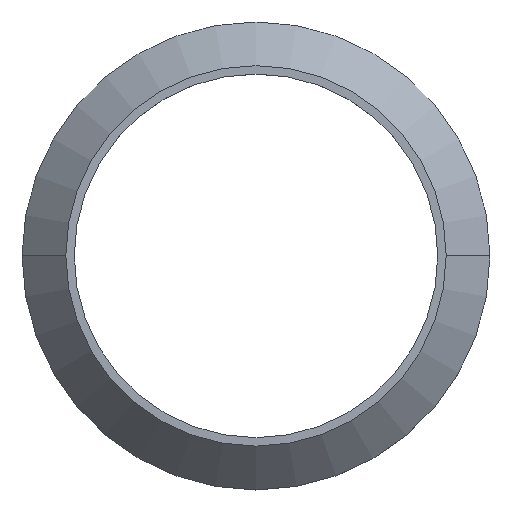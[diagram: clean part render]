
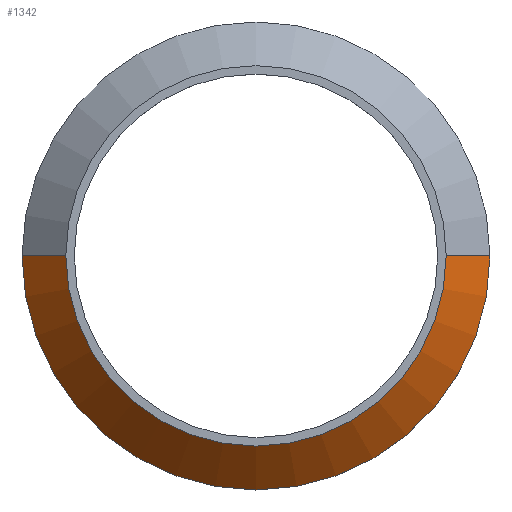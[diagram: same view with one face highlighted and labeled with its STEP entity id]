
A CAD part, top view. The second image highlights one B-rep face of the part: STEP entity #1342.
In plain terms, the highlighted conical face has half-angle 45 degrees and reference radius 22.2 mm.
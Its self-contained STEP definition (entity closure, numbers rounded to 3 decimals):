
#102 = DIRECTION ( 'NONE',  ( 0.707, 0., -0.707 ) ) ;
#187 = ORIENTED_EDGE ( 'NONE', *, *, #2017, .F. ) ;
#214 = VERTEX_POINT ( 'NONE', #670 ) ;
#224 = ORIENTED_EDGE ( 'NONE', *, *, #1242, .F. ) ;
#278 = CARTESIAN_POINT ( 'NONE',  ( 0., 0., -0.8 ) ) ;
#339 = DIRECTION ( 'NONE',  ( -1., 0., 0. ) ) ;
#430 = VERTEX_POINT ( 'NONE', #1762 ) ;
#447 = LINE ( 'NONE', #984, #739 ) ;
#462 = CARTESIAN_POINT ( 'NONE',  ( -22.2, 0., -4.95 ) ) ;
#522 = ORIENTED_EDGE ( 'NONE', *, *, #1894, .T. ) ;
#594 = AXIS2_PLACEMENT_3D ( 'NONE', #879, #1623, #1961 ) ;
#620 = CONICAL_SURFACE ( 'NONE', #1447, 22.2, 0.785 ) ;
#653 = DIRECTION ( 'NONE',  ( 1., 0., 0. ) ) ;
#665 = CARTESIAN_POINT ( 'NONE',  ( 0., 0., -4.95 ) ) ;
#670 = CARTESIAN_POINT ( 'NONE',  ( -22.2, 0., -4.95 ) ) ;
#739 = VECTOR ( 'NONE', #102, 1000. ) ;
#799 = EDGE_CURVE ( 'NONE', #214, #1411, #1098, .T. ) ;
#812 = CIRCLE ( 'NONE', #2307, 18.05 ) ;
#879 = CARTESIAN_POINT ( 'NONE',  ( 0., 0., -4.95 ) ) ;
#984 = CARTESIAN_POINT ( 'NONE',  ( 22.2, 0., -4.95 ) ) ;
#1016 = FACE_OUTER_BOUND ( 'NONE', #1396, .T. ) ;
#1098 = CIRCLE ( 'NONE', #594, 22.2 ) ;
#1242 = EDGE_CURVE ( 'NONE', #430, #1254, #812, .T. ) ;
#1250 = CARTESIAN_POINT ( 'NONE',  ( 22.2, 0., -4.95 ) ) ;
#1254 = VERTEX_POINT ( 'NONE', #1532 ) ;
#1299 = VECTOR ( 'NONE', #2089, 1000. ) ;
#1342 = ADVANCED_FACE ( 'NONE', ( #1016 ), #620, .T. ) ;
#1396 = EDGE_LOOP ( 'NONE', ( #187, #224, #522, #1643 ) ) ;
#1411 = VERTEX_POINT ( 'NONE', #1250 ) ;
#1415 = DIRECTION ( 'NONE',  ( 0., 0., -1. ) ) ;
#1447 = AXIS2_PLACEMENT_3D ( 'NONE', #665, #1415, #339 ) ;
#1532 = CARTESIAN_POINT ( 'NONE',  ( 18.05, 0., -0.8 ) ) ;
#1623 = DIRECTION ( 'NONE',  ( 0., 0., 1. ) ) ;
#1643 = ORIENTED_EDGE ( 'NONE', *, *, #799, .T. ) ;
#1762 = CARTESIAN_POINT ( 'NONE',  ( -18.05, 0., -0.8 ) ) ;
#1842 = LINE ( 'NONE', #462, #1299 ) ;
#1894 = EDGE_CURVE ( 'NONE', #430, #214, #1842, .T. ) ;
#1961 = DIRECTION ( 'NONE',  ( 1., 0., 0. ) ) ;
#2017 = EDGE_CURVE ( 'NONE', #1254, #1411, #447, .T. ) ;
#2038 = DIRECTION ( 'NONE',  ( 0., 0., 1. ) ) ;
#2089 = DIRECTION ( 'NONE',  ( -0.707, 0., -0.707 ) ) ;
#2307 = AXIS2_PLACEMENT_3D ( 'NONE', #278, #2038, #653 ) ;
